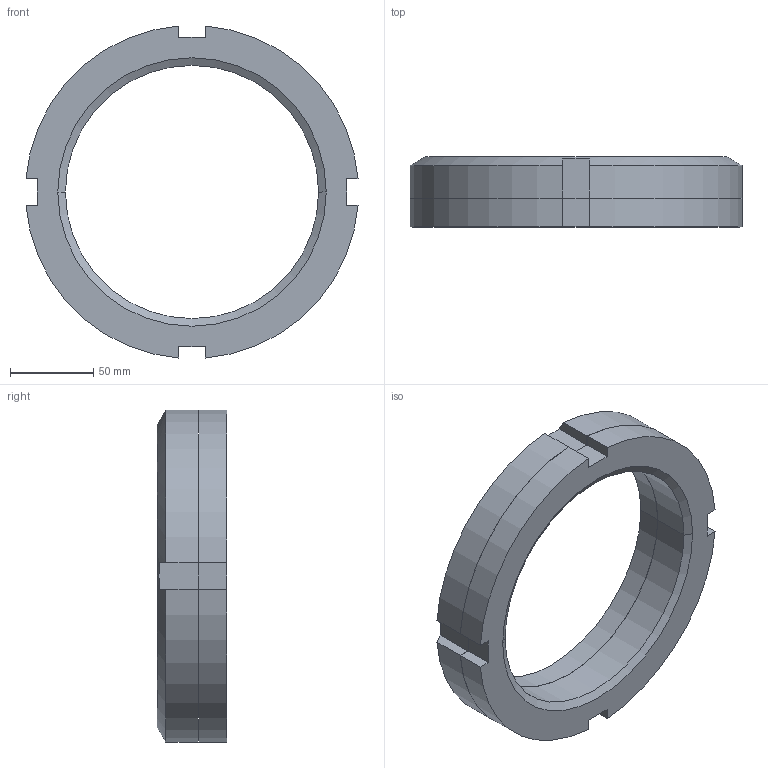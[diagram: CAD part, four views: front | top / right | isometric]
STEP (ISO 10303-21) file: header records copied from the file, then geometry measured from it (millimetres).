
FILE_DESCRIPTION((''),'2;1');
FILE_NAME('1RSTD1553____0','2019-10-29T15:27:32',('kim.bk'),(''),'CREO PARAMETRIC BY PTC INC, 2019010','CREO PARAMETRIC BY PTC INC, 2019010','');
FILE_SCHEMA(('CONFIG_CONTROL_DESIGN'));
Length unit declared in the file: millimetre
Products named in the file (1): 1RSTD1553____0
Bounding box: 199.36 x 42 x 199.36 mm (x, y, z)
Volume: 518651.4 mm3; surface area: 102304.9 mm2
Topology: 2 solids, 2 shells, 402 faces, 1133 edges, 754 vertices
Faces by surface type: plane 380, cylinder 12, cone 10
Entity records: 12811 total; most frequent: CARTESIAN_POINT 2341, ORIENTED_EDGE 2266, DIRECTION 1961, EDGE_CURVE 1133, VECTOR 1081, LINE 1081, VERTEX_POINT 754, AXIS2_PLACEMENT_3D 440
